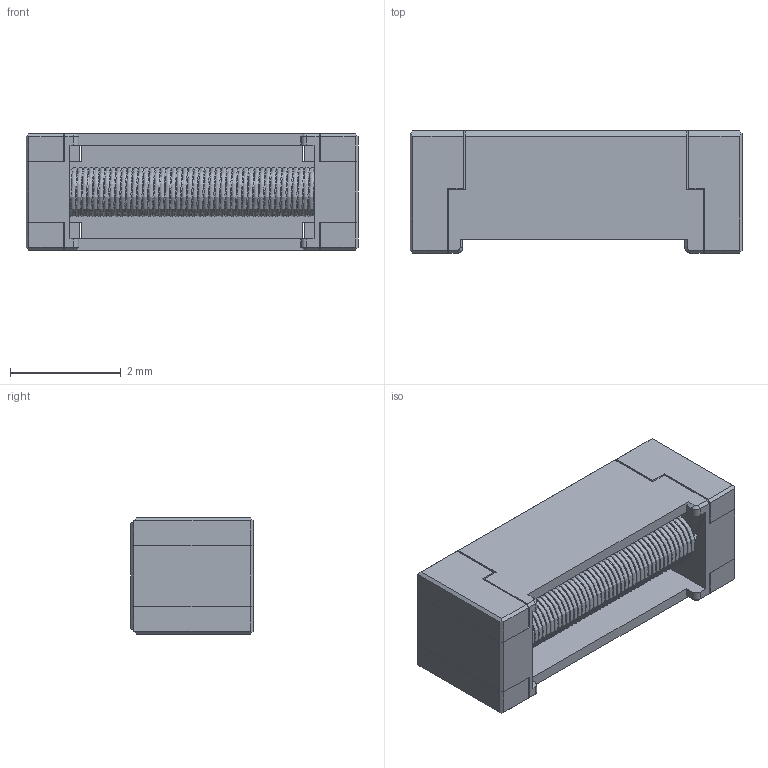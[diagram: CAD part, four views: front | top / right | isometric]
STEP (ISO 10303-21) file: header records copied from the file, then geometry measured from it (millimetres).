
FILE_DESCRIPTION (( 'STEP AP214' ), '1' );
FILE_NAME ('RM-3100 Sen-XY-f.STEP', '2022-07-31T19:51:00', ( '' ), ( '' ), 'SwSTEP 2.0', 'SolidWorks 2021', '' );
FILE_SCHEMA (( 'AUTOMOTIVE_DESIGN' ));
Length unit declared in the file: millimetre
Products named in the file (1): RM-3100 Sen-XY-f
Bounding box: 6 x 2.21 x 2.1 mm (x, y, z)
Volume: 21.2 mm3; surface area: 124 mm2
Topology: 5 solids, 5 shells, 203 faces, 591 edges, 390 vertices
Faces by surface type: plane 101, cylinder 95, cone 4, bspline 3
Entity records: 22259 total; most frequent: CARTESIAN_POINT 15114, ORIENTED_EDGE 1182, DIRECTION 828, EDGE_CURVE 591, VERTEX_POINT 390, VECTOR 386, LINE 386, AXIS2_PLACEMENT_3D 221
